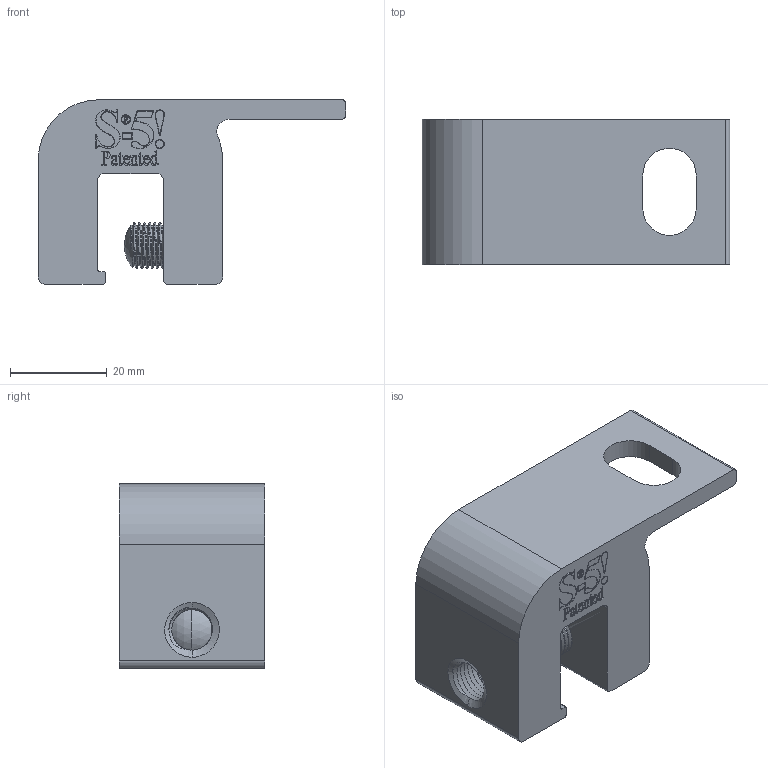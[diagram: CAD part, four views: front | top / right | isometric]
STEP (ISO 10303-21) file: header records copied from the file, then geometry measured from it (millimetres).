
FILE_DESCRIPTION (( 'STEP AP214' ), '1' );
FILE_NAME ('S-5-USF.STEP', '2016-04-14T18:18:43', ( '' ), ( '' ), 'SwSTEP 2.0', 'SolidWorks 2016', '' );
FILE_SCHEMA (( 'AUTOMOTIVE_DESIGN' ));
Length unit declared in the file: inch
Products named in the file (3): .800 SETSCREW; S-5-USF; S-5-USF Clamp
Assembly tree (2 placements, depth 2):
  S-5-USF
    S-5-USF Clamp
    .800 SETSCREW
Bounding box: 63.5 x 30 x 38.1 mm (x, y, z)
Volume: 35417.2 mm3; surface area: 11226.8 mm2
Topology: 2 solids, 2 shells, 611 faces, 1704 edges, 1139 vertices
Faces by surface type: plane 294, bspline 221, cylinder 91, cone 3, sphere 2
Entity records: 31512 total; most frequent: CARTESIAN_POINT 17626, ORIENTED_EDGE 3408, DIRECTION 1941, EDGE_CURVE 1704, VERTEX_POINT 1139, LINE 1053, VECTOR 1053, EDGE_LOOP 659
